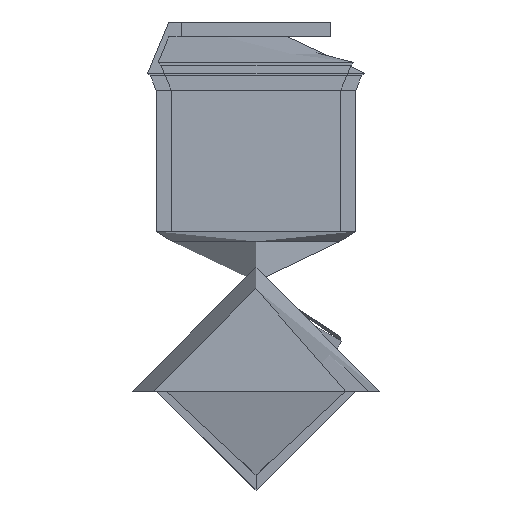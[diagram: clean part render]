
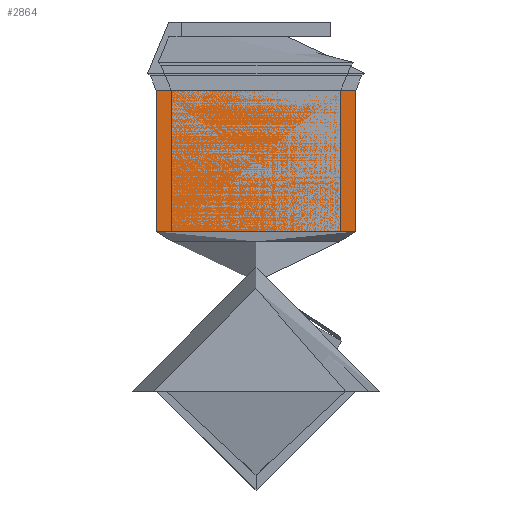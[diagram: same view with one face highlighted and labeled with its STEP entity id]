
A CAD part, left-side view. The second image highlights one B-rep face of the part: STEP entity #2864.
In plain terms, the highlighted free-form (B-spline) face has degree [1, 2] with [2, 9] control points.
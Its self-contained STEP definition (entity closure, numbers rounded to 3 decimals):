
#2803 = VERTEX_POINT('',#2804);
#2804 = CARTESIAN_POINT('',(6.821,0.,10.));
#2810 = EDGE_CURVE('',#2811,#2803,#2813,.T.);
#2811 = VERTEX_POINT('',#2812);
#2812 = CARTESIAN_POINT('',(6.821,10.,0.));
#2813 = ( BOUNDED_CURVE() B_SPLINE_CURVE(2,(#2814,#2815,#2816),
.UNSPECIFIED.,.F.,.F.) B_SPLINE_CURVE_WITH_KNOTS((3,3),(0.,
1.571),.PIECEWISE_BEZIER_KNOTS.) CURVE() 
GEOMETRIC_REPRESENTATION_ITEM() RATIONAL_B_SPLINE_CURVE((1.,
0.707,1.)) REPRESENTATION_ITEM('') );
#2814 = CARTESIAN_POINT('',(6.821,10.,0.));
#2815 = CARTESIAN_POINT('',(6.821,10.,10.));
#2816 = CARTESIAN_POINT('',(6.821,0.,10.));
#2818 = EDGE_CURVE('',#2819,#2811,#2821,.T.);
#2819 = VERTEX_POINT('',#2820);
#2820 = CARTESIAN_POINT('',(6.821,-10.,0.));
#2821 = ( BOUNDED_CURVE() B_SPLINE_CURVE(2,(#2822,#2823,#2824,#2825,
#2826),.UNSPECIFIED.,.F.,.F.) B_SPLINE_CURVE_WITH_KNOTS((3,2,3),(
    3.142,4.712,6.283),
.PIECEWISE_BEZIER_KNOTS.) CURVE() GEOMETRIC_REPRESENTATION_ITEM() 
RATIONAL_B_SPLINE_CURVE((1.,0.707,1.,0.707,1.)) 
REPRESENTATION_ITEM('') );
#2822 = CARTESIAN_POINT('',(6.821,-10.,0.));
#2823 = CARTESIAN_POINT('',(6.821,-10.,-10.));
#2824 = CARTESIAN_POINT('',(6.821,0.,-10.));
#2825 = CARTESIAN_POINT('',(6.821,10.,-10.));
#2826 = CARTESIAN_POINT('',(6.821,10.,0.));
#2828 = EDGE_CURVE('',#2803,#2819,#2829,.T.);
#2829 = ( BOUNDED_CURVE() B_SPLINE_CURVE(2,(#2830,#2831,#2832),
.UNSPECIFIED.,.F.,.F.) B_SPLINE_CURVE_WITH_KNOTS((3,3),(1.571,
3.142),.PIECEWISE_BEZIER_KNOTS.) CURVE() 
GEOMETRIC_REPRESENTATION_ITEM() RATIONAL_B_SPLINE_CURVE((1.,
0.707,1.)) REPRESENTATION_ITEM('') );
#2830 = CARTESIAN_POINT('',(6.821,0.,10.));
#2831 = CARTESIAN_POINT('',(6.821,-10.,10.));
#2832 = CARTESIAN_POINT('',(6.821,-10.,0.));
#2864 = ADVANCED_FACE('',(#2865),#2896,.T.);
#2865 = FACE_BOUND('',#2866,.T.);
#2866 = EDGE_LOOP('',(#2867,#2879,#2887,#2892,#2893,#2894,#2895));
#2867 = ORIENTED_EDGE('',*,*,#2868,.F.);
#2868 = EDGE_CURVE('',#2869,#2871,#2873,.T.);
#2869 = VERTEX_POINT('',#2870);
#2870 = CARTESIAN_POINT('',(21.,10.,0.));
#2871 = VERTEX_POINT('',#2872);
#2872 = CARTESIAN_POINT('',(21.,-10.,0.));
#2873 = ( BOUNDED_CURVE() B_SPLINE_CURVE(2,(#2874,#2875,#2876,#2877,
#2878),.UNSPECIFIED.,.F.,.F.) B_SPLINE_CURVE_WITH_KNOTS((3,2,3),(0.,
1.571,3.142),.UNSPECIFIED.) CURVE() 
GEOMETRIC_REPRESENTATION_ITEM() RATIONAL_B_SPLINE_CURVE((1.,
0.707,1.,0.707,1.)) REPRESENTATION_ITEM('') );
#2874 = CARTESIAN_POINT('',(21.,10.,0.));
#2875 = CARTESIAN_POINT('',(21.,10.,10.));
#2876 = CARTESIAN_POINT('',(21.,0.,10.));
#2877 = CARTESIAN_POINT('',(21.,-10.,10.));
#2878 = CARTESIAN_POINT('',(21.,-10.,0.));
#2879 = ORIENTED_EDGE('',*,*,#2880,.F.);
#2880 = EDGE_CURVE('',#2871,#2869,#2881,.T.);
#2881 = ( BOUNDED_CURVE() B_SPLINE_CURVE(2,(#2882,#2883,#2884,#2885,
#2886),.UNSPECIFIED.,.F.,.F.) B_SPLINE_CURVE_WITH_KNOTS((3,2,3),(
    3.142,4.712,6.283),
.PIECEWISE_BEZIER_KNOTS.) CURVE() GEOMETRIC_REPRESENTATION_ITEM() 
RATIONAL_B_SPLINE_CURVE((1.,0.707,1.,0.707,1.)) 
REPRESENTATION_ITEM('') );
#2882 = CARTESIAN_POINT('',(21.,-10.,0.));
#2883 = CARTESIAN_POINT('',(21.,-10.,-10.));
#2884 = CARTESIAN_POINT('',(21.,0.,-10.));
#2885 = CARTESIAN_POINT('',(21.,10.,-10.));
#2886 = CARTESIAN_POINT('',(21.,10.,0.));
#2887 = ORIENTED_EDGE('',*,*,#2888,.T.);
#2888 = EDGE_CURVE('',#2871,#2819,#2889,.T.);
#2889 = B_SPLINE_CURVE_WITH_KNOTS('',1,(#2890,#2891),.UNSPECIFIED.,.F.,
  .F.,(2,2),(-0.709,0.709),.PIECEWISE_BEZIER_KNOTS.);
#2890 = CARTESIAN_POINT('',(21.,-10.,0.));
#2891 = CARTESIAN_POINT('',(6.821,-10.,0.));
#2892 = ORIENTED_EDGE('',*,*,#2818,.T.);
#2893 = ORIENTED_EDGE('',*,*,#2810,.T.);
#2894 = ORIENTED_EDGE('',*,*,#2828,.T.);
#2895 = ORIENTED_EDGE('',*,*,#2888,.F.);
#2896 = ( BOUNDED_SURFACE() B_SPLINE_SURFACE(1,2,(
    (#2897,#2898,#2899,#2900,#2901,#2902,#2903,#2904,#2905)
    ,(#2906,#2907,#2908,#2909,#2910,#2911,#2912,#2913,#2914
)),.UNSPECIFIED.,.F.,.T.,.F.) B_SPLINE_SURFACE_WITH_KNOTS((2,2),(1,2,2,2
    ,2,2,1),(-0.709,0.709),(-4.712,
    -3.142,-1.571,0.,1.571,3.142,
4.712),.UNSPECIFIED.) GEOMETRIC_REPRESENTATION_ITEM() 
RATIONAL_B_SPLINE_SURFACE((
    (1.,0.707,1.,0.707,1.,0.707,1.
      ,0.707,1.)
    ,(1.,0.707,1.,0.707,1.,0.707,1.
,0.707,1.))) REPRESENTATION_ITEM('') SURFACE() );
#2897 = CARTESIAN_POINT('',(21.,-10.,0.));
#2898 = CARTESIAN_POINT('',(21.,-10.,-10.));
#2899 = CARTESIAN_POINT('',(21.,0.,-10.));
#2900 = CARTESIAN_POINT('',(21.,10.,-10.));
#2901 = CARTESIAN_POINT('',(21.,10.,0.));
#2902 = CARTESIAN_POINT('',(21.,10.,10.));
#2903 = CARTESIAN_POINT('',(21.,0.,10.));
#2904 = CARTESIAN_POINT('',(21.,-10.,10.));
#2905 = CARTESIAN_POINT('',(21.,-10.,0.));
#2906 = CARTESIAN_POINT('',(6.821,-10.,0.));
#2907 = CARTESIAN_POINT('',(6.821,-10.,-10.));
#2908 = CARTESIAN_POINT('',(6.821,0.,-10.));
#2909 = CARTESIAN_POINT('',(6.821,10.,-10.));
#2910 = CARTESIAN_POINT('',(6.821,10.,0.));
#2911 = CARTESIAN_POINT('',(6.821,10.,10.));
#2912 = CARTESIAN_POINT('',(6.821,0.,10.));
#2913 = CARTESIAN_POINT('',(6.821,-10.,10.));
#2914 = CARTESIAN_POINT('',(6.821,-10.,0.));
